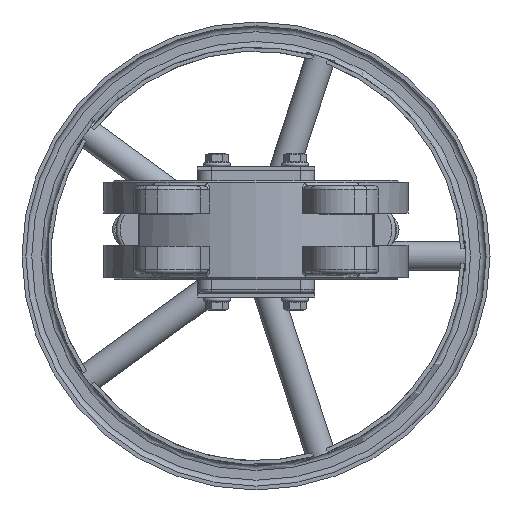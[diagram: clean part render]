
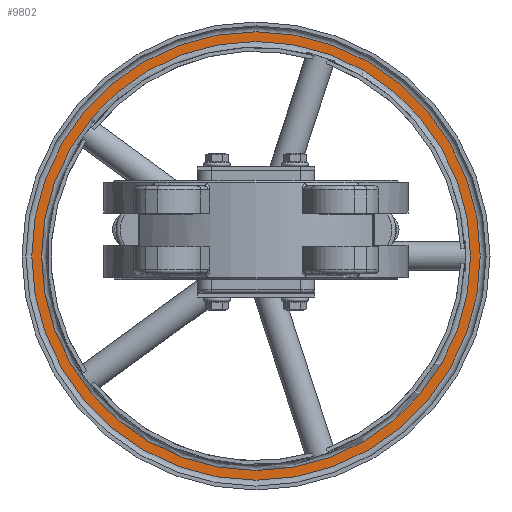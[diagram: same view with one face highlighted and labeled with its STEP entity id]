
A CAD part, front view. The second image highlights one B-rep face of the part: STEP entity #9802.
In plain terms, the highlighted planar face has unit normal (0, -1, 0).
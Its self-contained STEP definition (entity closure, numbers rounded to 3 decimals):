
#241=FACE_BOUND('',#2343,.T.);
#770=PLANE('',#10900);
#1758=FACE_OUTER_BOUND('',#2342,.T.);
#2342=EDGE_LOOP('',(#8780));
#2343=EDGE_LOOP('',(#8781));
#4100=CIRCLE('',#10862,110.);
#4122=CIRCLE('',#10901,115.);
#4926=VERTEX_POINT('',#19284);
#4929=VERTEX_POINT('',#19327);
#6209=EDGE_CURVE('',#4926,#4926,#4100,.T.);
#6231=EDGE_CURVE('',#4929,#4929,#4122,.T.);
#8780=ORIENTED_EDGE('',*,*,#6231,.F.);
#8781=ORIENTED_EDGE('',*,*,#6209,.T.);
#9802=ADVANCED_FACE('',(#1758,#241),#770,.T.);
#10862=AXIS2_PLACEMENT_3D('',#19286,#13127,#13128);
#10900=AXIS2_PLACEMENT_3D('',#19326,#13203,#13204);
#10901=AXIS2_PLACEMENT_3D('',#19328,#13205,#13206);
#13127=DIRECTION('center_axis',(0.,1.,0.));
#13128=DIRECTION('ref_axis',(1.,0.,0.));
#13203=DIRECTION('center_axis',(0.,-1.,0.));
#13204=DIRECTION('ref_axis',(0.,0.,-1.));
#13205=DIRECTION('center_axis',(0.,1.,0.));
#13206=DIRECTION('ref_axis',(1.,0.,0.));
#19284=CARTESIAN_POINT('',(0.,15.499,-110.));
#19286=CARTESIAN_POINT('Origin',(0.,15.499,0.));
#19326=CARTESIAN_POINT('Origin',(115.,15.499,0.));
#19327=CARTESIAN_POINT('',(0.,15.499,-115.));
#19328=CARTESIAN_POINT('Origin',(0.,15.499,0.));
